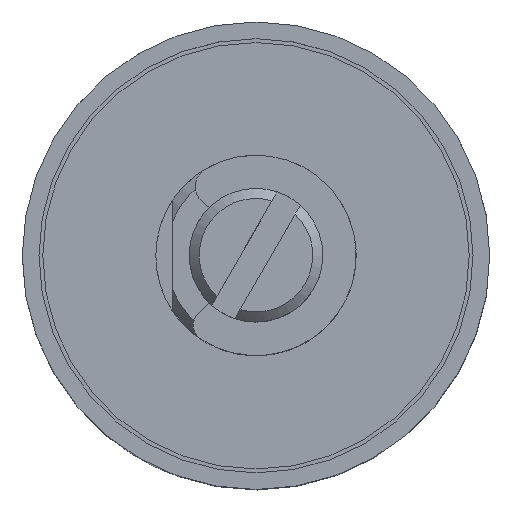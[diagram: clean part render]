
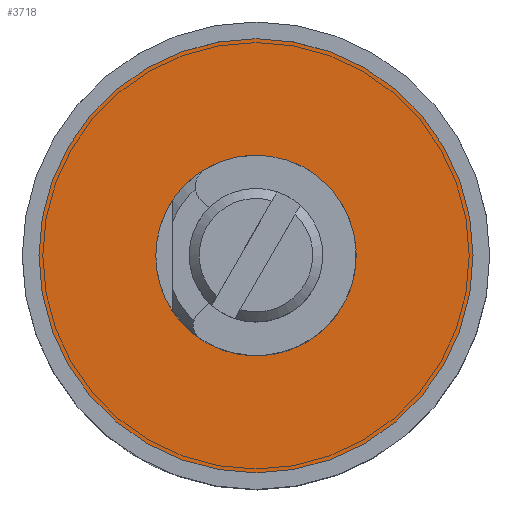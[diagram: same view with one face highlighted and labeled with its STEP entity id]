
A CAD part, top view. The second image highlights one B-rep face of the part: STEP entity #3718.
In plain terms, the highlighted planar face has unit normal (0, 0, 1).
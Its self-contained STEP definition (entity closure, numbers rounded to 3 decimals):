
#215 = FACE_BOUND ( 'NONE', #1611, .T. ) ;
#546 = VERTEX_POINT ( 'NONE', #5976 ) ;
#713 = AXIS2_PLACEMENT_3D ( 'NONE', #6744, #7911, #7958 ) ;
#772 = CARTESIAN_POINT ( 'NONE',  ( 6.5, 0., 0.5 ) ) ;
#806 = EDGE_CURVE ( 'NONE', #4884, #4884, #3079, .T. ) ;
#986 = FACE_OUTER_BOUND ( 'NONE', #1027, .T. ) ;
#1027 = EDGE_LOOP ( 'NONE', ( #2092 ) ) ;
#1241 = DIRECTION ( 'NONE',  ( -1., 0., 0. ) ) ;
#1611 = EDGE_LOOP ( 'NONE', ( #5236 ) ) ;
#1785 = CARTESIAN_POINT ( 'NONE',  ( 0., 0., 0.5 ) ) ;
#2092 = ORIENTED_EDGE ( 'NONE', *, *, #806, .T. ) ;
#3079 = CIRCLE ( 'NONE', #713, 6.5 ) ;
#3101 = EDGE_CURVE ( 'NONE', #546, #546, #5998, .T. ) ;
#3718 = ADVANCED_FACE ( 'NONE', ( #215, #986 ), #4204, .T. ) ;
#4204 = PLANE ( 'NONE',  #7573 ) ;
#4831 = DIRECTION ( 'NONE',  ( 0., 0., 1. ) ) ;
#4884 = VERTEX_POINT ( 'NONE', #772 ) ;
#4896 = DIRECTION ( 'NONE',  ( 1., 0., 0. ) ) ;
#5236 = ORIENTED_EDGE ( 'NONE', *, *, #3101, .T. ) ;
#5976 = CARTESIAN_POINT ( 'NONE',  ( -3., 0., 0.5 ) ) ;
#5998 = CIRCLE ( 'NONE', #7676, 3. ) ;
#6140 = CARTESIAN_POINT ( 'NONE',  ( 3., 0., 0.5 ) ) ;
#6744 = CARTESIAN_POINT ( 'NONE',  ( 0., 0., 0.5 ) ) ;
#7497 = DIRECTION ( 'NONE',  ( 0., 0., -1. ) ) ;
#7573 = AXIS2_PLACEMENT_3D ( 'NONE', #6140, #4831, #4896 ) ;
#7676 = AXIS2_PLACEMENT_3D ( 'NONE', #1785, #7497, #1241 ) ;
#7911 = DIRECTION ( 'NONE',  ( 0., 0., 1. ) ) ;
#7958 = DIRECTION ( 'NONE',  ( 1., 0., 0. ) ) ;
